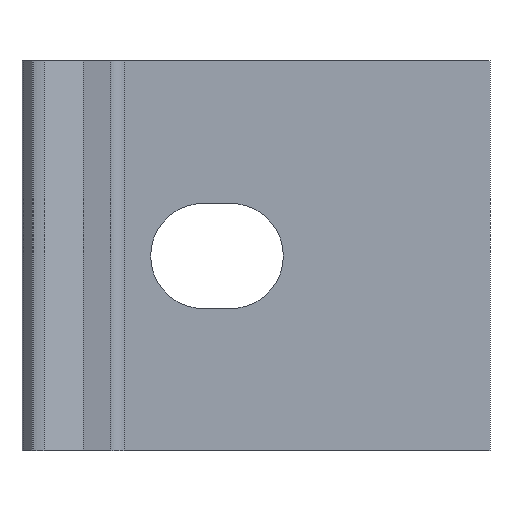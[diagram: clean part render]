
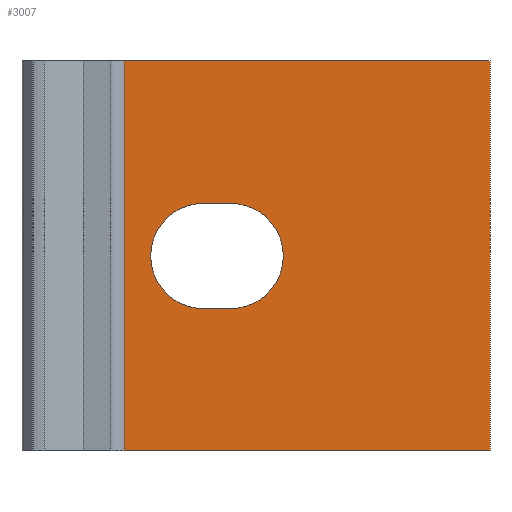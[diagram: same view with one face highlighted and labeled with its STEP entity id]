
A CAD part, front view. The second image highlights one B-rep face of the part: STEP entity #3007.
In plain terms, the highlighted planar face has unit normal (0, -1, 0).
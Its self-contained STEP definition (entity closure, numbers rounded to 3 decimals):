
#59 = EDGE_CURVE ( 'NONE', #71, #3070, #3464, .T. ) ;
#71 = VERTEX_POINT ( 'NONE', #2160 ) ;
#100 = VERTEX_POINT ( 'NONE', #1049 ) ;
#145 = LINE ( 'NONE', #1246, #697 ) ;
#294 = CARTESIAN_POINT ( 'NONE',  ( -33.25, -10., -18.25 ) ) ;
#449 = LINE ( 'NONE', #3772, #1624 ) ;
#641 = VECTOR ( 'NONE', #2584, 1000. ) ;
#697 = VECTOR ( 'NONE', #3391, 1000. ) ;
#767 = CARTESIAN_POINT ( 'NONE',  ( -46.904, -10., -18.25 ) ) ;
#867 = ORIENTED_EDGE ( 'NONE', *, *, #3367, .T. ) ;
#942 = DIRECTION ( 'NONE',  ( 1., 0., 0. ) ) ;
#968 = CARTESIAN_POINT ( 'NONE',  ( -46.904, -10., -50. ) ) ;
#1023 = ORIENTED_EDGE ( 'NONE', *, *, #2842, .F. ) ;
#1049 = CARTESIAN_POINT ( 'NONE',  ( -36.75, -10., -31.75 ) ) ;
#1060 = ORIENTED_EDGE ( 'NONE', *, *, #59, .F. ) ;
#1180 = VERTEX_POINT ( 'NONE', #2782 ) ;
#1246 = CARTESIAN_POINT ( 'NONE',  ( -46.904, -10., -50. ) ) ;
#1258 = VERTEX_POINT ( 'NONE', #1260 ) ;
#1260 = CARTESIAN_POINT ( 'NONE',  ( -46.904, -10., 0. ) ) ;
#1309 = VERTEX_POINT ( 'NONE', #968 ) ;
#1322 = VECTOR ( 'NONE', #3246, 1000. ) ;
#1448 = CARTESIAN_POINT ( 'NONE',  ( -36.75, -10., -25. ) ) ;
#1469 = LINE ( 'NONE', #3081, #3796 ) ;
#1482 = EDGE_CURVE ( 'NONE', #1309, #1258, #145, .T. ) ;
#1548 = DIRECTION ( 'NONE',  ( 1., 0., 0. ) ) ;
#1549 = VERTEX_POINT ( 'NONE', #3134 ) ;
#1624 = VECTOR ( 'NONE', #2243, 1000. ) ;
#1661 = CARTESIAN_POINT ( 'NONE',  ( 0., -10., -50. ) ) ;
#1679 = ORIENTED_EDGE ( 'NONE', *, *, #2036, .T. ) ;
#1702 = CARTESIAN_POINT ( 'NONE',  ( 0., -10., 0. ) ) ;
#1768 = DIRECTION ( 'NONE',  ( 1., 0., 0. ) ) ;
#1810 = DIRECTION ( 'NONE',  ( 1., 0., 0. ) ) ;
#2013 = CARTESIAN_POINT ( 'NONE',  ( -46.904, -10., 0. ) ) ;
#2036 = EDGE_CURVE ( 'NONE', #1309, #1180, #1469, .T. ) ;
#2054 = LINE ( 'NONE', #767, #1322 ) ;
#2160 = CARTESIAN_POINT ( 'NONE',  ( -33.25, -10., -31.75 ) ) ;
#2198 = VECTOR ( 'NONE', #2316, 1000. ) ;
#2243 = DIRECTION ( 'NONE',  ( 1., 0., 0. ) ) ;
#2316 = DIRECTION ( 'NONE',  ( 1., 0., 0. ) ) ;
#2401 = DIRECTION ( 'NONE',  ( 0., -1., 0. ) ) ;
#2452 = DIRECTION ( 'NONE',  ( 0., -1., 0. ) ) ;
#2577 = LINE ( 'NONE', #1661, #641 ) ;
#2584 = DIRECTION ( 'NONE',  ( 0., 0., 1. ) ) ;
#2595 = ORIENTED_EDGE ( 'NONE', *, *, #3957, .F. ) ;
#2622 = AXIS2_PLACEMENT_3D ( 'NONE', #1448, #3599, #1768 ) ;
#2698 = AXIS2_PLACEMENT_3D ( 'NONE', #3959, #2452, #942 ) ;
#2732 = ORIENTED_EDGE ( 'NONE', *, *, #3654, .F. ) ;
#2750 = FACE_BOUND ( 'NONE', #3706, .T. ) ;
#2782 = CARTESIAN_POINT ( 'NONE',  ( 0., -10., -50. ) ) ;
#2842 = EDGE_CURVE ( 'NONE', #1549, #100, #3770, .T. ) ;
#3007 = ADVANCED_FACE ( 'NONE', ( #2750, #3713 ), #3640, .T. ) ;
#3070 = VERTEX_POINT ( 'NONE', #294 ) ;
#3081 = CARTESIAN_POINT ( 'NONE',  ( -46.904, -10., -50. ) ) ;
#3134 = CARTESIAN_POINT ( 'NONE',  ( -36.75, -10., -18.25 ) ) ;
#3246 = DIRECTION ( 'NONE',  ( -1., 0., 0. ) ) ;
#3324 = CARTESIAN_POINT ( 'NONE',  ( -46.904, -10., -50. ) ) ;
#3337 = EDGE_LOOP ( 'NONE', ( #2732, #3655, #1679, #867 ) ) ;
#3367 = EDGE_CURVE ( 'NONE', #1180, #3444, #2577, .T. ) ;
#3391 = DIRECTION ( 'NONE',  ( 0., 0., 1. ) ) ;
#3444 = VERTEX_POINT ( 'NONE', #1702 ) ;
#3454 = EDGE_CURVE ( 'NONE', #3070, #1549, #2054, .T. ) ;
#3464 = CIRCLE ( 'NONE', #2698, 6.75 ) ;
#3587 = ORIENTED_EDGE ( 'NONE', *, *, #3454, .F. ) ;
#3599 = DIRECTION ( 'NONE',  ( 0., -1., 0. ) ) ;
#3640 = PLANE ( 'NONE',  #3808 ) ;
#3654 = EDGE_CURVE ( 'NONE', #1258, #3444, #3678, .T. ) ;
#3655 = ORIENTED_EDGE ( 'NONE', *, *, #1482, .F. ) ;
#3678 = LINE ( 'NONE', #2013, #2198 ) ;
#3706 = EDGE_LOOP ( 'NONE', ( #1023, #3587, #1060, #2595 ) ) ;
#3713 = FACE_OUTER_BOUND ( 'NONE', #3337, .T. ) ;
#3770 = CIRCLE ( 'NONE', #2622, 6.75 ) ;
#3772 = CARTESIAN_POINT ( 'NONE',  ( -46.904, -10., -31.75 ) ) ;
#3796 = VECTOR ( 'NONE', #1548, 1000. ) ;
#3808 = AXIS2_PLACEMENT_3D ( 'NONE', #3324, #2401, #1810 ) ;
#3957 = EDGE_CURVE ( 'NONE', #100, #71, #449, .T. ) ;
#3959 = CARTESIAN_POINT ( 'NONE',  ( -33.25, -10., -25. ) ) ;
